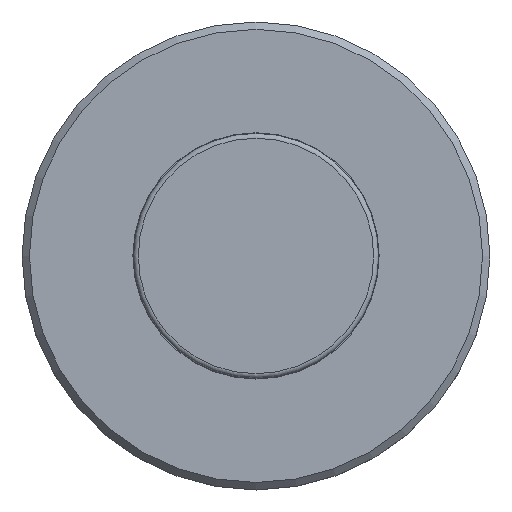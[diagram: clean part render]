
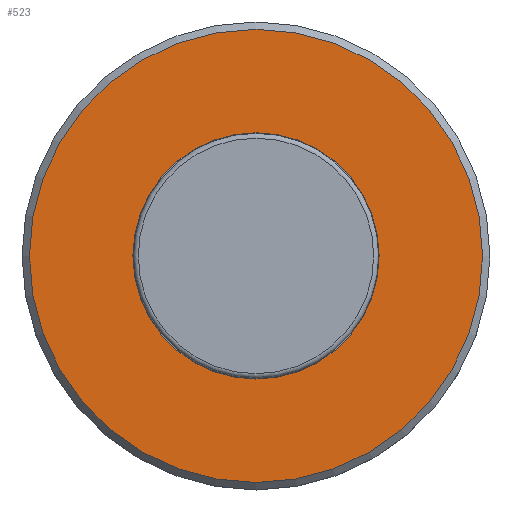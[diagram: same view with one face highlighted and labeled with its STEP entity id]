
A CAD part, top view. The second image highlights one B-rep face of the part: STEP entity #523.
In plain terms, the highlighted planar face has unit normal (0, 0, 1).
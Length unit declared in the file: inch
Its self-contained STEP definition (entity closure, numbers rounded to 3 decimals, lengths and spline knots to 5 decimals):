
#492=CARTESIAN_POINT('',(0.1811,0.,0.56693));
#493=VERTEX_POINT('',#492);
#494=CARTESIAN_POINT('',(0.0,0.0,0.56693));
#495=DIRECTION('',(0.0,0.0,-1.0));
#496=DIRECTION('',(-1.0,0.0,0.0));
#497=AXIS2_PLACEMENT_3D('',#494,#495,#496);
#498=CIRCLE('',#497,0.1811);
#499=EDGE_CURVE('',#493,#493,#498,.T.);
#504=CARTESIAN_POINT('',(0.19921,-0.19921,0.56693));
#505=DIRECTION('',(0.0,0.0,1.0));
#506=DIRECTION('',(1.0,0.0,0.0));
#507=AXIS2_PLACEMENT_3D('',#504,#505,#506);
#508=PLANE('',#507);
#509=ORIENTED_EDGE('',*,*,#499,.F.);
#510=EDGE_LOOP('',(#509));
#511=FACE_OUTER_BOUND('',#510,.T.);
#512=CARTESIAN_POINT('',(0.09843,0.,0.56693));
#513=VERTEX_POINT('',#512);
#514=CARTESIAN_POINT('',(0.0,0.0,0.56693));
#515=DIRECTION('',(0.0,0.0,1.0));
#516=DIRECTION('',(1.0,0.0,0.0));
#517=AXIS2_PLACEMENT_3D('',#514,#515,#516);
#518=CIRCLE('',#517,0.09843);
#519=EDGE_CURVE('',#513,#513,#518,.T.);
#520=ORIENTED_EDGE('',*,*,#519,.F.);
#521=EDGE_LOOP('',(#520));
#522=FACE_BOUND('',#521,.T.);
#523=ADVANCED_FACE('',(#511,#522),#508,.T.);
